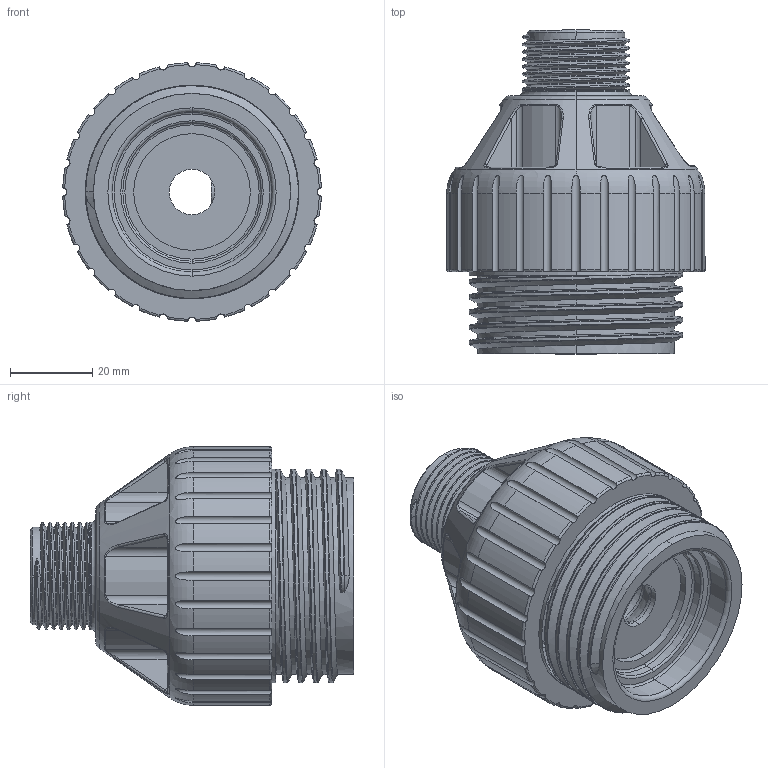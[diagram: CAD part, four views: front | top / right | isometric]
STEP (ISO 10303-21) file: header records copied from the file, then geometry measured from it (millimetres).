
FILE_DESCRIPTION (( 'STEP AP214' ), '1' );
FILE_NAME ('SC-Proto debimetre 01-parie haute entrée-210429.STEP', '2021-04-29T10:14:19', ( '' ), ( '' ), 'SwSTEP 2.0', 'SolidWorks 2019', '' );
FILE_SCHEMA (( 'AUTOMOTIVE_DESIGN' ));
Length unit declared in the file: millimetre
Products named in the file (1): SC-Proto debimetre 01-parie haute entrée-210429
Bounding box: 62.97 x 78.85 x 62.97 mm (x, y, z)
Volume: 103363.6 mm3; surface area: 31367.4 mm2
Topology: 1 solids, 1 shells, 381 faces, 945 edges, 546 vertices
Faces by surface type: cylinder 154, torus 92, bspline 67, plane 34, sphere 22, cone 12
Entity records: 19001 total; most frequent: CARTESIAN_POINT 10736, ORIENTED_EDGE 1826, DIRECTION 1669, EDGE_CURVE 913, AXIS2_PLACEMENT_3D 734, VERTEX_POINT 546, CIRCLE 419, EDGE_LOOP 395
